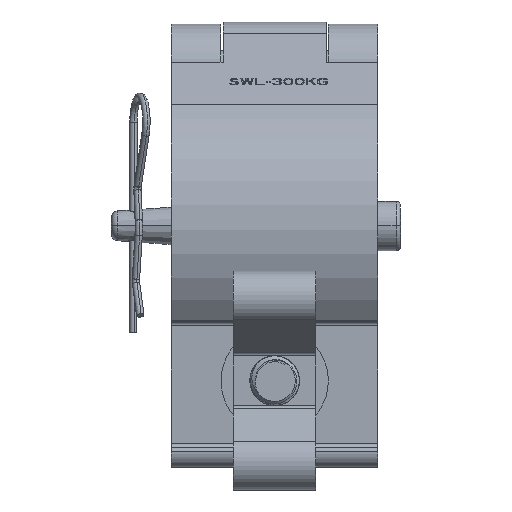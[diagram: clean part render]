
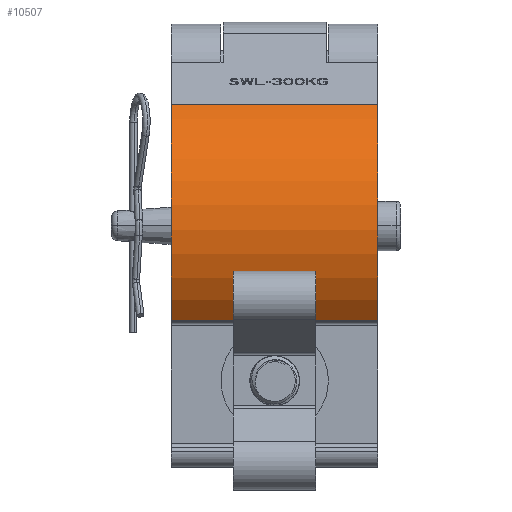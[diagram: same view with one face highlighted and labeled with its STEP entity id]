
A CAD part, top view. The second image highlights one B-rep face of the part: STEP entity #10507.
In plain terms, the highlighted cylindrical face has radius 35.4 mm (diameter 70.8 mm), a partial arc.
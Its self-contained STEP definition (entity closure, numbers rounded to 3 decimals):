
#354=CYLINDRICAL_SURFACE('',#11205,35.4);
#567=FACE_OUTER_BOUND('',#1181,.T.);
#1181=EDGE_LOOP('',(#7529,#7530,#7531,#7532));
#1781=LINE('',#14921,#2948);
#1823=LINE('',#15038,#2990);
#2948=VECTOR('',#12134,50.);
#2990=VECTOR('',#12250,50.);
#4114=CIRCLE('',#11163,35.4);
#4125=CIRCLE('',#11185,35.4);
#4365=VERTEX_POINT('',#14914);
#4366=VERTEX_POINT('',#14916);
#4367=VERTEX_POINT('',#14920);
#4386=VERTEX_POINT('',#14978);
#5437=EDGE_CURVE('',#4366,#4365,#4114,.T.);
#5439=EDGE_CURVE('',#4367,#4366,#1781,.T.);
#5468=EDGE_CURVE('',#4367,#4386,#4125,.T.);
#5499=EDGE_CURVE('',#4365,#4386,#1823,.T.);
#7529=ORIENTED_EDGE('',*,*,#5437,.T.);
#7530=ORIENTED_EDGE('',*,*,#5499,.T.);
#7531=ORIENTED_EDGE('',*,*,#5468,.F.);
#7532=ORIENTED_EDGE('',*,*,#5439,.T.);
#10507=ADVANCED_FACE('',(#567),#354,.T.);
#11163=AXIS2_PLACEMENT_3D('',#14917,#12128,#12129);
#11185=AXIS2_PLACEMENT_3D('',#14979,#12192,#12193);
#11205=AXIS2_PLACEMENT_3D('',#15597,#12533,#12534);
#12128=DIRECTION('center_axis',(-1.,0.,0.));
#12129=DIRECTION('ref_axis',(0.,-0.646,0.764));
#12134=DIRECTION('',(1.,0.,0.));
#12192=DIRECTION('center_axis',(-1.,0.,0.));
#12193=DIRECTION('ref_axis',(0.,-0.646,0.764));
#12250=DIRECTION('',(-1.,0.,0.));
#12533=DIRECTION('center_axis',(-1.,0.,0.));
#12534=DIRECTION('ref_axis',(0.,-0.999,-0.034));
#14914=CARTESIAN_POINT('',(636.192,260.35,-19.88));
#14916=CARTESIAN_POINT('',(636.192,207.98,-12.384));
#14917=CARTESIAN_POINT('Origin',(636.192,230.832,-39.42));
#14920=CARTESIAN_POINT('',(586.192,207.98,-12.384));
#14921=CARTESIAN_POINT('',(586.192,207.98,-12.384));
#14978=CARTESIAN_POINT('',(586.192,260.35,-19.88));
#14979=CARTESIAN_POINT('Origin',(586.192,230.832,-39.42));
#15038=CARTESIAN_POINT('',(636.192,260.35,-19.88));
#15597=CARTESIAN_POINT('Origin',(636.192,230.832,-39.42));
